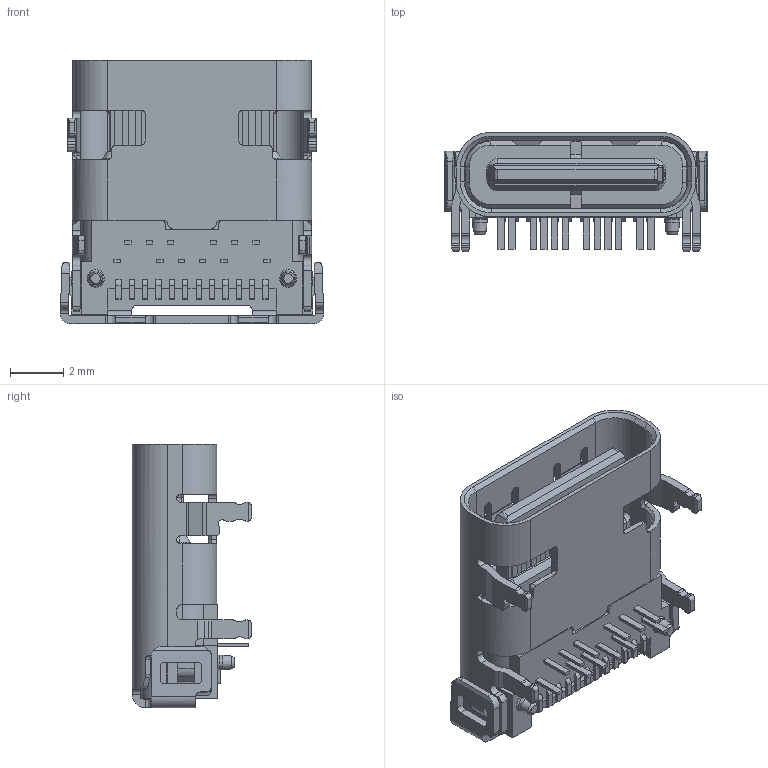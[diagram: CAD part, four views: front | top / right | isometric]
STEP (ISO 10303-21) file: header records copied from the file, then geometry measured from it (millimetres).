
FILE_DESCRIPTION(/* description */ ('STEP AP214'),/* implementation_level */ '2;1');
FILE_NAME(/* name */ 'USB4056-03-A',/* time_stamp */ '2024-08-16T17:26:05+02:00',/* author */ ('License CC BY-ND 4.0'),/* organization */ ('CADENAS'),/* preprocessor_version */ 'ST-DEVELOPER v19.3',/* originating_system */ 'PARTsolutions',/* authorisation */ ' ');
FILE_SCHEMA (('AUTOMOTIVE_DESIGN {1 0 10303 214 3 1 1}'));
Length unit declared in the file: millimetre
Products named in the file (2): USB4056-03-A; USB4056-03-A_PART1
Assembly tree (1 placements, depth 2):
  USB4056-03-A
    USB4056-03-A_PART1
Bounding box: 9.85 x 4.46 x 9.87 mm (x, y, z)
Volume: 159.5 mm3; surface area: 640.3 mm2
Topology: 1 solids, 10 shells, 1011 faces, 2796 edges, 1802 vertices
Faces by surface type: plane 687, cylinder 273, cone 31, bspline 19, torus 1
Full cylindrical faces by diameter (mm): 0.45 x1, 0.55 x2
Entity records: 39403 total; most frequent: CARTESIAN_POINT 6211, ORIENTED_EDGE 5564, DIRECTION 5336, EDGE_CURVE 2782, LINE 2072, VECTOR 2072, VERTEX_POINT 1798, AXIS2_PLACEMENT_3D 1632
